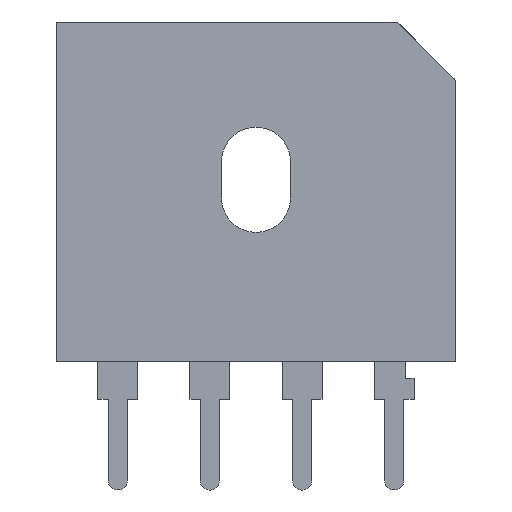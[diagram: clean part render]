
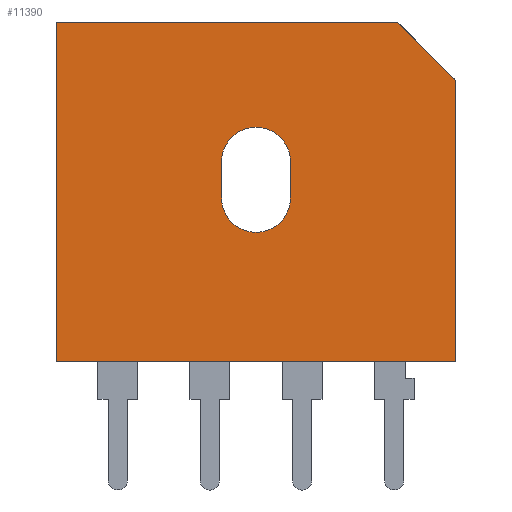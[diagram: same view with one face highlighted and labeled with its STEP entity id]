
A CAD part, front view. The second image highlights one B-rep face of the part: STEP entity #11390.
In plain terms, the highlighted planar face has unit normal (0, -1, 0).
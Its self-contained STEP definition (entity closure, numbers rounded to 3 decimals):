
#90 = DIRECTION ( 'NONE',  ( 0., -1., 0. ) ) ;
#148 = FACE_OUTER_BOUND ( 'NONE', #11705, .T. ) ;
#214 = EDGE_CURVE ( 'NONE', #10232, #15137, #11048, .T. ) ;
#219 = DIRECTION ( 'NONE',  ( 1., 0., 0. ) ) ;
#360 = CARTESIAN_POINT ( 'NONE',  ( 11., -1.725, 15.5 ) ) ;
#361 = DIRECTION ( 'NONE',  ( 0., 0., -1. ) ) ;
#373 = AXIS2_PLACEMENT_3D ( 'NONE', #10697, #90, #9342 ) ;
#587 = VECTOR ( 'NONE', #8808, 1000. ) ;
#859 = DIRECTION ( 'NONE',  ( 1., 0., 0. ) ) ;
#909 = EDGE_CURVE ( 'NONE', #15518, #13792, #1504, .T. ) ;
#1086 = AXIS2_PLACEMENT_3D ( 'NONE', #5944, #8790, #7242 ) ;
#1192 = VERTEX_POINT ( 'NONE', #360 ) ;
#1390 = VECTOR ( 'NONE', #11690, 1000. ) ;
#1482 = LINE ( 'NONE', #12183, #14531 ) ;
#1504 = LINE ( 'NONE', #12031, #14029 ) ;
#1702 = ORIENTED_EDGE ( 'NONE', *, *, #16612, .F. ) ;
#1896 = CARTESIAN_POINT ( 'NONE',  ( -11., -1.725, 18.7 ) ) ;
#2179 = CARTESIAN_POINT ( 'NONE',  ( -11., -1.725, 0. ) ) ;
#3229 = AXIS2_PLACEMENT_3D ( 'NONE', #5227, #14427, #6778 ) ;
#3276 = CARTESIAN_POINT ( 'NONE',  ( 0., -1.725, 7.1 ) ) ;
#3632 = EDGE_CURVE ( 'NONE', #3762, #13103, #4229, .T. ) ;
#3762 = VERTEX_POINT ( 'NONE', #3276 ) ;
#3918 = DIRECTION ( 'NONE',  ( 0., 0., -1. ) ) ;
#4191 = FACE_BOUND ( 'NONE', #9005, .T. ) ;
#4224 = EDGE_CURVE ( 'NONE', #10204, #4423, #16965, .T. ) ;
#4229 = CIRCLE ( 'NONE', #373, 1.9 ) ;
#4343 = CARTESIAN_POINT ( 'NONE',  ( 11., -1.725, 0. ) ) ;
#4423 = VERTEX_POINT ( 'NONE', #7482 ) ;
#4529 = CARTESIAN_POINT ( 'NONE',  ( 7.8, -1.725, 18.7 ) ) ;
#4998 = CARTESIAN_POINT ( 'NONE',  ( 7.8, -1.725, 18.7 ) ) ;
#5101 = CARTESIAN_POINT ( 'NONE',  ( -1.9, -1.725, 9. ) ) ;
#5227 = CARTESIAN_POINT ( 'NONE',  ( 0., -1.725, 11. ) ) ;
#5231 = DIRECTION ( 'NONE',  ( 0., -1., 0. ) ) ;
#5944 = CARTESIAN_POINT ( 'NONE',  ( -11., -1.725, 18.7 ) ) ;
#5958 = LINE ( 'NONE', #7257, #587 ) ;
#6642 = AXIS2_PLACEMENT_3D ( 'NONE', #10226, #5231, #3918 ) ;
#6778 = DIRECTION ( 'NONE',  ( 0., 0., -1. ) ) ;
#7242 = DIRECTION ( 'NONE',  ( 0., 0., 1. ) ) ;
#7257 = CARTESIAN_POINT ( 'NONE',  ( -1.9, -1.725, 11. ) ) ;
#7324 = CARTESIAN_POINT ( 'NONE',  ( 1.9, -1.725, 11. ) ) ;
#7482 = CARTESIAN_POINT ( 'NONE',  ( -1.9, -1.725, 11. ) ) ;
#7897 = EDGE_CURVE ( 'NONE', #1192, #15137, #10428, .T. ) ;
#7958 = ORIENTED_EDGE ( 'NONE', *, *, #7897, .T. ) ;
#8452 = ORIENTED_EDGE ( 'NONE', *, *, #3632, .F. ) ;
#8790 = DIRECTION ( 'NONE',  ( 0., 1., 0. ) ) ;
#8800 = CARTESIAN_POINT ( 'NONE',  ( -11., -1.725, 18.7 ) ) ;
#8808 = DIRECTION ( 'NONE',  ( 0., 0., -1. ) ) ;
#9005 = EDGE_LOOP ( 'NONE', ( #16833, #16104, #1702, #8452, #9779 ) ) ;
#9342 = DIRECTION ( 'NONE',  ( 0., 0., -1. ) ) ;
#9744 = VECTOR ( 'NONE', #859, 1000. ) ;
#9779 = ORIENTED_EDGE ( 'NONE', *, *, #15813, .F. ) ;
#10204 = VERTEX_POINT ( 'NONE', #7324 ) ;
#10226 = CARTESIAN_POINT ( 'NONE',  ( 0., -1.725, 9. ) ) ;
#10232 = VERTEX_POINT ( 'NONE', #8800 ) ;
#10428 = LINE ( 'NONE', #4998, #11448 ) ;
#10643 = CARTESIAN_POINT ( 'NONE',  ( 1.9, -1.725, 9. ) ) ;
#10644 = ORIENTED_EDGE ( 'NONE', *, *, #14503, .T. ) ;
#10692 = ORIENTED_EDGE ( 'NONE', *, *, #909, .T. ) ;
#10697 = CARTESIAN_POINT ( 'NONE',  ( 0., -1.725, 9. ) ) ;
#11048 = LINE ( 'NONE', #1896, #9744 ) ;
#11390 = ADVANCED_FACE ( 'NONE', ( #4191, #148 ), #15915, .F. ) ;
#11448 = VECTOR ( 'NONE', #14193, 1000. ) ;
#11615 = ORIENTED_EDGE ( 'NONE', *, *, #214, .F. ) ;
#11690 = DIRECTION ( 'NONE',  ( 0., 0., -1. ) ) ;
#11705 = EDGE_LOOP ( 'NONE', ( #16941, #7958, #11615, #10644, #10692 ) ) ;
#12031 = CARTESIAN_POINT ( 'NONE',  ( -11., -1.725, 0. ) ) ;
#12132 = CARTESIAN_POINT ( 'NONE',  ( 1.9, -1.725, 11. ) ) ;
#12183 = CARTESIAN_POINT ( 'NONE',  ( -11., -1.725, 18.7 ) ) ;
#13103 = VERTEX_POINT ( 'NONE', #10643 ) ;
#13394 = VERTEX_POINT ( 'NONE', #5101 ) ;
#13777 = CIRCLE ( 'NONE', #6642, 1.9 ) ;
#13792 = VERTEX_POINT ( 'NONE', #4343 ) ;
#14029 = VECTOR ( 'NONE', #219, 1000. ) ;
#14193 = DIRECTION ( 'NONE',  ( -0.707, 0., 0.707 ) ) ;
#14427 = DIRECTION ( 'NONE',  ( 0., -1., 0. ) ) ;
#14503 = EDGE_CURVE ( 'NONE', #10232, #15518, #1482, .T. ) ;
#14531 = VECTOR ( 'NONE', #361, 1000. ) ;
#14626 = VECTOR ( 'NONE', #14858, 1000. ) ;
#14858 = DIRECTION ( 'NONE',  ( 0., 0., 1. ) ) ;
#14933 = LINE ( 'NONE', #12132, #14626 ) ;
#15122 = LINE ( 'NONE', #15461, #1390 ) ;
#15137 = VERTEX_POINT ( 'NONE', #4529 ) ;
#15461 = CARTESIAN_POINT ( 'NONE',  ( 11., -1.725, 18.7 ) ) ;
#15518 = VERTEX_POINT ( 'NONE', #2179 ) ;
#15738 = EDGE_CURVE ( 'NONE', #1192, #13792, #15122, .T. ) ;
#15813 = EDGE_CURVE ( 'NONE', #13394, #3762, #13777, .T. ) ;
#15915 = PLANE ( 'NONE',  #1086 ) ;
#16104 = ORIENTED_EDGE ( 'NONE', *, *, #4224, .F. ) ;
#16428 = EDGE_CURVE ( 'NONE', #4423, #13394, #5958, .T. ) ;
#16612 = EDGE_CURVE ( 'NONE', #13103, #10204, #14933, .T. ) ;
#16833 = ORIENTED_EDGE ( 'NONE', *, *, #16428, .F. ) ;
#16941 = ORIENTED_EDGE ( 'NONE', *, *, #15738, .F. ) ;
#16965 = CIRCLE ( 'NONE', #3229, 1.9 ) ;
